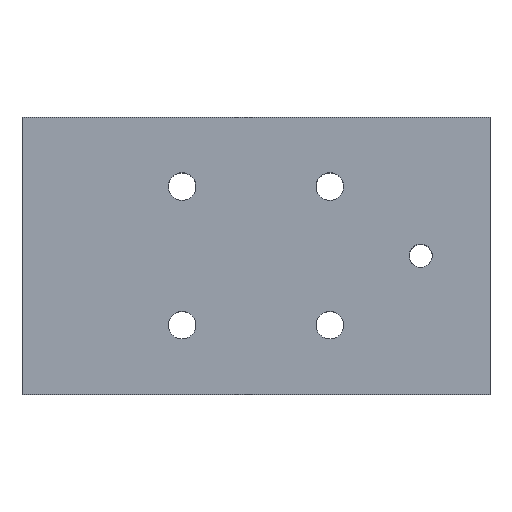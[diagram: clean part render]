
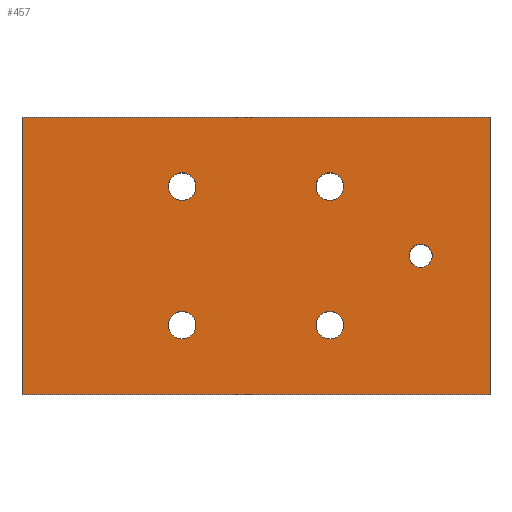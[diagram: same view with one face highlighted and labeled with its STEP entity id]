
A CAD part, top view. The second image highlights one B-rep face of the part: STEP entity #457.
In plain terms, the highlighted planar face has unit normal (0, 0, 1).
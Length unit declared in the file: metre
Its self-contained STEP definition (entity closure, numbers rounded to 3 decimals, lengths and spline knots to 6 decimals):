
#14=LINE('',#733,#38);
#18=LINE('',#743,#42);
#25=LINE('',#757,#49);
#27=LINE('',#770,#51);
#38=VECTOR('',#570,1.);
#42=VECTOR('',#578,1.);
#49=VECTOR('',#587,1.);
#51=VECTOR('',#601,1.);
#64=PLANE('',#511);
#111=ORIENTED_EDGE('',*,*,#211,.F.);
#112=ORIENTED_EDGE('',*,*,#212,.F.);
#113=ORIENTED_EDGE('',*,*,#213,.F.);
#114=ORIENTED_EDGE('',*,*,#214,.F.);
#115=ORIENTED_EDGE('',*,*,#215,.F.);
#116=ORIENTED_EDGE('',*,*,#191,.F.);
#117=ORIENTED_EDGE('',*,*,#196,.T.);
#118=ORIENTED_EDGE('',*,*,#203,.T.);
#119=ORIENTED_EDGE('',*,*,#210,.F.);
#191=EDGE_CURVE('',#243,#244,#14,.T.);
#196=EDGE_CURVE('',#243,#247,#18,.T.);
#203=EDGE_CURVE('',#247,#253,#25,.T.);
#210=EDGE_CURVE('',#244,#253,#27,.T.);
#211=EDGE_CURVE('',#259,#259,#289,.T.);
#212=EDGE_CURVE('',#260,#260,#290,.T.);
#213=EDGE_CURVE('',#261,#261,#291,.T.);
#214=EDGE_CURVE('',#262,#262,#292,.T.);
#215=EDGE_CURVE('',#263,#263,#293,.T.);
#243=VERTEX_POINT('',#732);
#244=VERTEX_POINT('',#734);
#247=VERTEX_POINT('',#742);
#253=VERTEX_POINT('',#756);
#259=VERTEX_POINT('',#773);
#260=VERTEX_POINT('',#775);
#261=VERTEX_POINT('',#777);
#262=VERTEX_POINT('',#779);
#263=VERTEX_POINT('',#781);
#289=CIRCLE('',#512,0.00125);
#290=CIRCLE('',#513,0.0015);
#291=CIRCLE('',#514,0.0015);
#292=CIRCLE('',#515,0.0015);
#293=CIRCLE('',#516,0.0015);
#321=EDGE_LOOP('',(#111));
#322=EDGE_LOOP('',(#112));
#323=EDGE_LOOP('',(#113));
#324=EDGE_LOOP('',(#114));
#325=EDGE_LOOP('',(#115));
#326=EDGE_LOOP('',(#116,#117,#118,#119));
#387=FACE_BOUND('',#321,.T.);
#388=FACE_BOUND('',#322,.T.);
#389=FACE_BOUND('',#323,.T.);
#390=FACE_BOUND('',#324,.T.);
#391=FACE_BOUND('',#325,.T.);
#392=FACE_BOUND('',#326,.T.);
#457=ADVANCED_FACE('',(#387,#388,#389,#390,#391,#392),#64,.T.);
#511=AXIS2_PLACEMENT_3D('',#771,#602,#603);
#512=AXIS2_PLACEMENT_3D('',#772,#604,#605);
#513=AXIS2_PLACEMENT_3D('',#774,#606,#607);
#514=AXIS2_PLACEMENT_3D('',#776,#608,#609);
#515=AXIS2_PLACEMENT_3D('',#778,#610,#611);
#516=AXIS2_PLACEMENT_3D('',#780,#612,#613);
#570=DIRECTION('',(-1.,0.,0.));
#578=DIRECTION('',(0.,1.,0.));
#587=DIRECTION('',(-1.,0.,0.));
#601=DIRECTION('',(0.,1.,0.));
#602=DIRECTION('',(0.,0.,1.));
#603=DIRECTION('',(1.,0.,0.));
#604=DIRECTION('',(0.,0.,1.));
#605=DIRECTION('',(1.,0.,0.));
#606=DIRECTION('',(0.,0.,1.));
#607=DIRECTION('',(1.,0.,0.));
#608=DIRECTION('',(0.,0.,1.));
#609=DIRECTION('',(1.,0.,0.));
#610=DIRECTION('',(0.,0.,1.));
#611=DIRECTION('',(1.,0.,0.));
#612=DIRECTION('',(0.,0.,1.));
#613=DIRECTION('',(1.,0.,0.));
#732=CARTESIAN_POINT('',(0.025325,-0.015,0.0223));
#733=CARTESIAN_POINT('',(0.,-0.015,0.0223));
#734=CARTESIAN_POINT('',(-0.025325,-0.015,0.0223));
#742=CARTESIAN_POINT('',(0.025325,0.015,0.0223));
#743=CARTESIAN_POINT('',(0.025325,0.,0.0223));
#756=CARTESIAN_POINT('',(-0.025325,0.015,0.0223));
#757=CARTESIAN_POINT('',(0.,0.015,0.0223));
#770=CARTESIAN_POINT('',(-0.025325,0.,0.0223));
#771=CARTESIAN_POINT('',(0.,0.,0.0223));
#772=CARTESIAN_POINT('',(0.017825,0.,0.0223));
#773=CARTESIAN_POINT('',(0.019075,0.,0.0223));
#774=CARTESIAN_POINT('',(-0.008,-0.0075,0.0223));
#775=CARTESIAN_POINT('',(-0.0065,-0.0075,0.0223));
#776=CARTESIAN_POINT('',(0.008,0.0075,0.0223));
#777=CARTESIAN_POINT('',(0.0095,0.0075,0.0223));
#778=CARTESIAN_POINT('',(-0.008,0.0075,0.0223));
#779=CARTESIAN_POINT('',(-0.0065,0.0075,0.0223));
#780=CARTESIAN_POINT('',(0.008,-0.0075,0.0223));
#781=CARTESIAN_POINT('',(0.0095,-0.0075,0.0223));
